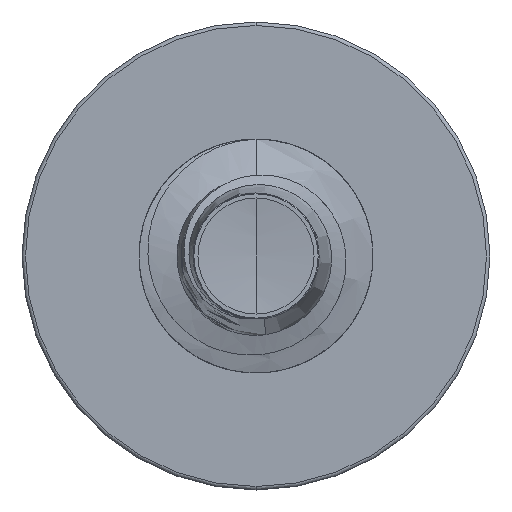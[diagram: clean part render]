
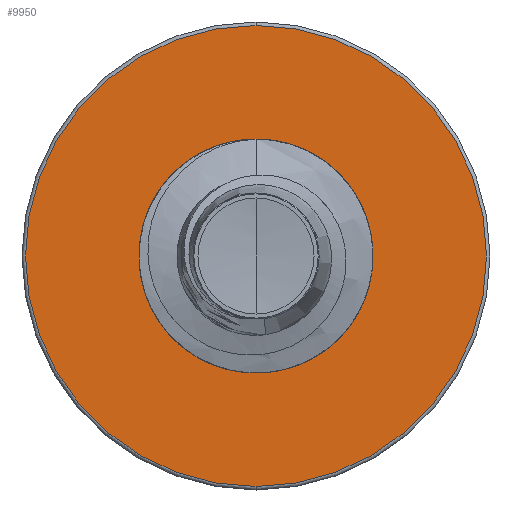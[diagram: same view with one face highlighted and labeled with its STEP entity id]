
A CAD part, front view. The second image highlights one B-rep face of the part: STEP entity #9950.
In plain terms, the highlighted planar face has unit normal (0, -1, 0).
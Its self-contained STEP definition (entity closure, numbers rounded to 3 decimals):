
#262 = CARTESIAN_POINT ( 'NONE',  ( 0., 25., 0. ) ) ;
#283 = FACE_BOUND ( 'NONE', #470, .T. ) ;
#470 = EDGE_LOOP ( 'NONE', ( #23260, #23411 ) ) ;
#969 = CARTESIAN_POINT ( 'NONE',  ( 0., 25., 0. ) ) ;
#2348 = DIRECTION ( 'NONE',  ( 0., 0., 1. ) ) ;
#2366 = AXIS2_PLACEMENT_3D ( 'NONE', #969, #15318, #3064 ) ;
#2626 = CIRCLE ( 'NONE', #19510, 4.925 ) ;
#3064 = DIRECTION ( 'NONE',  ( 0., 0., 1. ) ) ;
#4063 = CARTESIAN_POINT ( 'NONE',  ( 0., 25., -2.415 ) ) ;
#4535 = FACE_OUTER_BOUND ( 'NONE', #20657, .T. ) ;
#5327 = CARTESIAN_POINT ( 'NONE',  ( 0., 25., -4.925 ) ) ;
#5847 = DIRECTION ( 'NONE',  ( 0., 1., 0. ) ) ;
#7380 = AXIS2_PLACEMENT_3D ( 'NONE', #4063, #8171, #22422 ) ;
#7638 = VERTEX_POINT ( 'NONE', #10789 ) ;
#7718 = CIRCLE ( 'NONE', #2366, 2.415 ) ;
#7725 = EDGE_CURVE ( 'NONE', #11909, #14144, #7718, .T. ) ;
#8171 = DIRECTION ( 'NONE',  ( 0., 1., 0. ) ) ;
#8261 = CARTESIAN_POINT ( 'NONE',  ( 0., 25., -2.415 ) ) ;
#9950 = ADVANCED_FACE ( 'NONE', ( #4535, #283 ), #12180, .F. ) ;
#10789 = CARTESIAN_POINT ( 'NONE',  ( 0., 25., 4.925 ) ) ;
#11827 = CARTESIAN_POINT ( 'NONE',  ( 0., 25., 0. ) ) ;
#11909 = VERTEX_POINT ( 'NONE', #15100 ) ;
#12180 = PLANE ( 'NONE',  #7380 ) ;
#12335 = AXIS2_PLACEMENT_3D ( 'NONE', #11827, #26013, #13866 ) ;
#12360 = EDGE_CURVE ( 'NONE', #7638, #21868, #16108, .T. ) ;
#13837 = EDGE_CURVE ( 'NONE', #14144, #11909, #21284, .T. ) ;
#13866 = DIRECTION ( 'NONE',  ( 0., 0., 1. ) ) ;
#14144 = VERTEX_POINT ( 'NONE', #8261 ) ;
#14616 = DIRECTION ( 'NONE',  ( 0., 1., 0. ) ) ;
#15100 = CARTESIAN_POINT ( 'NONE',  ( 0., 25., 2.415 ) ) ;
#15318 = DIRECTION ( 'NONE',  ( 0., 1., 0. ) ) ;
#16100 = ORIENTED_EDGE ( 'NONE', *, *, #12360, .F. ) ;
#16108 = CIRCLE ( 'NONE', #21051, 4.925 ) ;
#18019 = CARTESIAN_POINT ( 'NONE',  ( 0., 25., 0. ) ) ;
#18641 = EDGE_CURVE ( 'NONE', #21868, #7638, #2626, .T. ) ;
#19510 = AXIS2_PLACEMENT_3D ( 'NONE', #262, #14616, #2348 ) ;
#20057 = DIRECTION ( 'NONE',  ( 0., 0., 1. ) ) ;
#20657 = EDGE_LOOP ( 'NONE', ( #16100, #23166 ) ) ;
#21051 = AXIS2_PLACEMENT_3D ( 'NONE', #18019, #5847, #20057 ) ;
#21284 = CIRCLE ( 'NONE', #12335, 2.415 ) ;
#21868 = VERTEX_POINT ( 'NONE', #5327 ) ;
#22422 = DIRECTION ( 'NONE',  ( 0., 0., 1. ) ) ;
#23166 = ORIENTED_EDGE ( 'NONE', *, *, #18641, .F. ) ;
#23260 = ORIENTED_EDGE ( 'NONE', *, *, #7725, .T. ) ;
#23411 = ORIENTED_EDGE ( 'NONE', *, *, #13837, .T. ) ;
#26013 = DIRECTION ( 'NONE',  ( 0., 1., 0. ) ) ;
